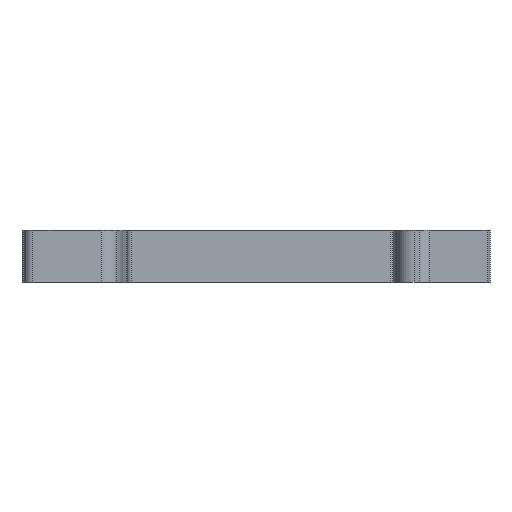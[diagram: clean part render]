
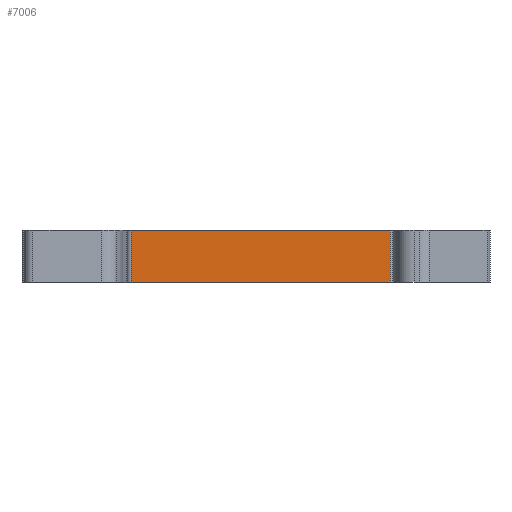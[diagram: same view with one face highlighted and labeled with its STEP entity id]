
A CAD part, front view. The second image highlights one B-rep face of the part: STEP entity #7006.
In plain terms, the highlighted planar face has unit normal (0, -1, 0).
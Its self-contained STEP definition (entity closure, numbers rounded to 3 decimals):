
#111=DIRECTION('',(1.,0.,0.));
#112=VECTOR('',#111,30.895);
#113=CARTESIAN_POINT('',(-14.895,0.,-3.1));
#114=LINE('',#113,#112);
#2708=DIRECTION('',(0.,0.,1.));
#2709=VECTOR('',#2708,6.2);
#2710=CARTESIAN_POINT('',(16.,0.,-3.1));
#2711=LINE('',#2710,#2709);
#2712=DIRECTION('',(1.,0.,0.));
#2713=VECTOR('',#2712,30.895);
#2714=CARTESIAN_POINT('',(-14.895,0.,3.1));
#2715=LINE('',#2714,#2713);
#2720=DIRECTION('',(0.,0.,-1.));
#2721=VECTOR('',#2720,6.2);
#2722=CARTESIAN_POINT('',(-14.895,0.,3.1));
#2723=LINE('',#2722,#2721);
#2944=CARTESIAN_POINT('',(-14.895,0.,-3.1));
#2945=VERTEX_POINT('',#2944);
#2946=CARTESIAN_POINT('',(16.,0.,-3.1));
#2947=VERTEX_POINT('',#2946);
#3434=CARTESIAN_POINT('',(16.,0.,3.1));
#3435=VERTEX_POINT('',#3434);
#3436=CARTESIAN_POINT('',(-14.895,0.,3.1));
#3437=VERTEX_POINT('',#3436);
#6994=CARTESIAN_POINT('',(-14.895,0.,-3.1));
#6995=DIRECTION('',(0.,-1.,0.));
#6996=DIRECTION('',(1.,0.,0.));
#6997=AXIS2_PLACEMENT_3D('',#6994,#6995,#6996);
#6998=PLANE('',#6997);
#6999=ORIENTED_EDGE('',*,*,#3863,.F.);
#7001=ORIENTED_EDGE('',*,*,#7000,.F.);
#7002=ORIENTED_EDGE('',*,*,#4401,.T.);
#7003=ORIENTED_EDGE('',*,*,#6987,.F.);
#7004=EDGE_LOOP('',(#6999,#7001,#7002,#7003));
#7005=FACE_OUTER_BOUND('',#7004,.F.);
#3863=EDGE_CURVE('',#2945,#2947,#114,.T.);
#4401=EDGE_CURVE('',#3437,#3435,#2715,.T.);
#6987=EDGE_CURVE('',#2947,#3435,#2711,.T.);
#7000=EDGE_CURVE('',#3437,#2945,#2723,.T.);
#7006=ADVANCED_FACE('',(#7005),#6998,.T.);
